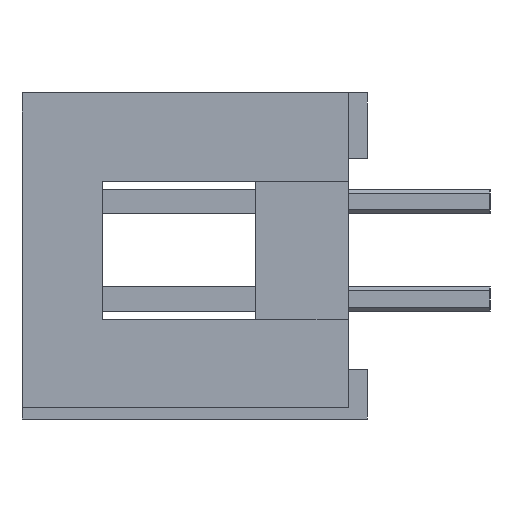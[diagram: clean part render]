
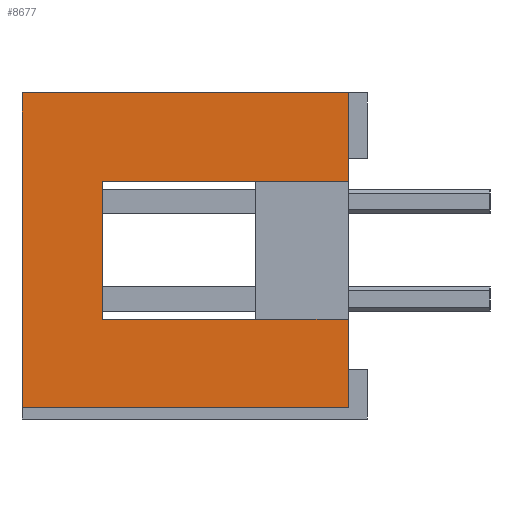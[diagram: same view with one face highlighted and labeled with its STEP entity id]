
A CAD part, left-side view. The second image highlights one B-rep face of the part: STEP entity #8677.
In plain terms, the highlighted planar face has unit normal (-1, 0, 0).
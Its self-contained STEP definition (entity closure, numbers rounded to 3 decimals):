
#159 = EDGE_CURVE ( 'NONE', #8659, #4885, #9054, .T. ) ;
#302 = LINE ( 'NONE', #309, #310 ) ;
#309 = CARTESIAN_POINT ( 'NONE',  ( -20.17, 9., -4.1 ) ) ;
#310 = VECTOR ( 'NONE', #311, 1000. ) ;
#311 = DIRECTION ( 'NONE',  ( 0., 0., 1. ) ) ;
#476 = ORIENTED_EDGE ( 'NONE', *, *, #3736, .T. ) ;
#1589 = ORIENTED_EDGE ( 'NONE', *, *, #4137, .T. ) ;
#1862 = VERTEX_POINT ( 'NONE', #11314 ) ;
#2506 = CARTESIAN_POINT ( 'NONE',  ( -20.17, 9., 4.1 ) ) ;
#2603 = FACE_OUTER_BOUND ( 'NONE', #2698, .T. ) ;
#2623 = PLANE ( 'NONE',  #2624 ) ;
#2624 = AXIS2_PLACEMENT_3D ( 'NONE', #2625, #2626, #2627 ) ;
#2625 = CARTESIAN_POINT ( 'NONE',  ( -20.17, 9., -4.1 ) ) ;
#2626 = DIRECTION ( 'NONE',  ( 1., 0., 0. ) ) ;
#2627 = DIRECTION ( 'NONE',  ( 0., 0., -1. ) ) ;
#2698 = EDGE_LOOP ( 'NONE', ( #1589, #10091, #13864, #8289, #12406, #476, #3069, #10042 ) ) ;
#3069 = ORIENTED_EDGE ( 'NONE', *, *, #3517, .F. ) ;
#3337 = VERTEX_POINT ( 'NONE', #13097 ) ;
#3517 = EDGE_CURVE ( 'NONE', #1862, #4172, #13262, .T. ) ;
#3736 = EDGE_CURVE ( 'NONE', #3998, #4172, #13465, .T. ) ;
#3998 = VERTEX_POINT ( 'NONE', #13778 ) ;
#4137 = EDGE_CURVE ( 'NONE', #4514, #14355, #13936, .T. ) ;
#4172 = VERTEX_POINT ( 'NONE', #13974 ) ;
#4263 = LINE ( 'NONE', #4264, #4265 ) ;
#4264 = CARTESIAN_POINT ( 'NONE',  ( -20.17, 6.9, -1.8 ) ) ;
#4265 = VECTOR ( 'NONE', #4266, 1000. ) ;
#4266 = DIRECTION ( 'NONE',  ( 0., 0., 1. ) ) ;
#4350 = EDGE_CURVE ( 'NONE', #14355, #4885, #14191, .T. ) ;
#4514 = VERTEX_POINT ( 'NONE', #14377 ) ;
#4885 = VERTEX_POINT ( 'NONE', #14684 ) ;
#5191 = LINE ( 'NONE', #5192, #5193 ) ;
#5192 = CARTESIAN_POINT ( 'NONE',  ( -20.17, 9., -4.1 ) ) ;
#5193 = VECTOR ( 'NONE', #5194, 1000. ) ;
#5194 = DIRECTION ( 'NONE',  ( 0., -1., 0. ) ) ;
#5751 = CARTESIAN_POINT ( 'NONE',  ( -20.17, 0.5, 1.8 ) ) ;
#8076 = EDGE_CURVE ( 'NONE', #3337, #8659, #302, .T. ) ;
#8289 = ORIENTED_EDGE ( 'NONE', *, *, #8076, .F. ) ;
#8659 = VERTEX_POINT ( 'NONE', #2506 ) ;
#8677 = ADVANCED_FACE ( 'NONE', ( #2603 ), #2623, .F. ) ;
#9054 = LINE ( 'NONE', #9055, #9056 ) ;
#9055 = CARTESIAN_POINT ( 'NONE',  ( -20.17, 9., 4.1 ) ) ;
#9056 = VECTOR ( 'NONE', #9063, 1000. ) ;
#9063 = DIRECTION ( 'NONE',  ( 0., -1., 0. ) ) ;
#10042 = ORIENTED_EDGE ( 'NONE', *, *, #10330, .T. ) ;
#10091 = ORIENTED_EDGE ( 'NONE', *, *, #4350, .T. ) ;
#10330 = EDGE_CURVE ( 'NONE', #1862, #4514, #4263, .T. ) ;
#11314 = CARTESIAN_POINT ( 'NONE',  ( -20.17, 6.9, -1.8 ) ) ;
#12406 = ORIENTED_EDGE ( 'NONE', *, *, #12727, .T. ) ;
#12727 = EDGE_CURVE ( 'NONE', #3337, #3998, #5191, .T. ) ;
#13097 = CARTESIAN_POINT ( 'NONE',  ( -20.17, 9., -4.1 ) ) ;
#13262 = LINE ( 'NONE', #13263, #13264 ) ;
#13263 = CARTESIAN_POINT ( 'NONE',  ( -20.17, 6.9, -1.8 ) ) ;
#13264 = VECTOR ( 'NONE', #13265, 1000. ) ;
#13265 = DIRECTION ( 'NONE',  ( 0., -1., 0. ) ) ;
#13465 = LINE ( 'NONE', #13466, #13467 ) ;
#13466 = CARTESIAN_POINT ( 'NONE',  ( -20.17, 0.5, -4.1 ) ) ;
#13467 = VECTOR ( 'NONE', #13468, 1000. ) ;
#13468 = DIRECTION ( 'NONE',  ( 0., 0., 1. ) ) ;
#13778 = CARTESIAN_POINT ( 'NONE',  ( -20.17, 0.5, -4.1 ) ) ;
#13864 = ORIENTED_EDGE ( 'NONE', *, *, #159, .F. ) ;
#13936 = LINE ( 'NONE', #13937, #13938 ) ;
#13937 = CARTESIAN_POINT ( 'NONE',  ( -20.17, 6.9, 1.8 ) ) ;
#13938 = VECTOR ( 'NONE', #13939, 1000. ) ;
#13939 = DIRECTION ( 'NONE',  ( 0., -1., 0. ) ) ;
#13974 = CARTESIAN_POINT ( 'NONE',  ( -20.17, 0.5, -1.8 ) ) ;
#14191 = LINE ( 'NONE', #14192, #14193 ) ;
#14192 = CARTESIAN_POINT ( 'NONE',  ( -20.17, 0.5, -4.1 ) ) ;
#14193 = VECTOR ( 'NONE', #14194, 1000. ) ;
#14194 = DIRECTION ( 'NONE',  ( 0., 0., 1. ) ) ;
#14355 = VERTEX_POINT ( 'NONE', #5751 ) ;
#14377 = CARTESIAN_POINT ( 'NONE',  ( -20.17, 6.9, 1.8 ) ) ;
#14684 = CARTESIAN_POINT ( 'NONE',  ( -20.17, 0.5, 4.1 ) ) ;
